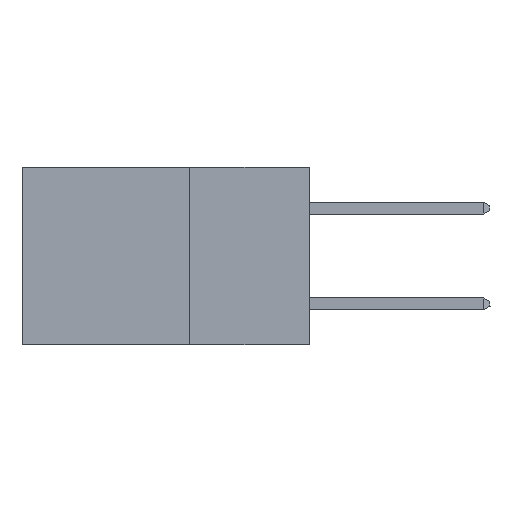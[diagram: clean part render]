
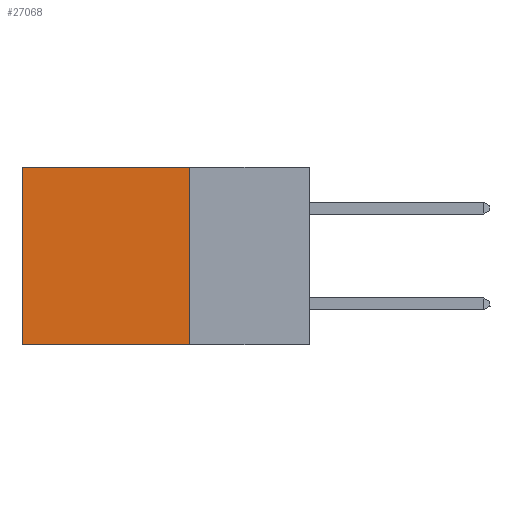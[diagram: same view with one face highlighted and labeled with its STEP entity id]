
A CAD part, left-side view. The second image highlights one B-rep face of the part: STEP entity #27068.
In plain terms, the highlighted planar face has unit normal (-1, 0, 0).
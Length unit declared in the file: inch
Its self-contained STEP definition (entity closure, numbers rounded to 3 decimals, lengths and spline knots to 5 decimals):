
#136 = AXIS2_PLACEMENT_3D ( 'NONE', #32326, #19701, #33961 ) ;
#536 = EDGE_CURVE ( 'NONE', #27253, #5401, #3312, .T. ) ;
#3312 = LINE ( 'NONE', #28532, #21043 ) ;
#5277 = ORIENTED_EDGE ( 'NONE', *, *, #13102, .F. ) ;
#5401 = VERTEX_POINT ( 'NONE', #9884 ) ;
#6139 = CARTESIAN_POINT ( 'NONE',  ( 0.2875, 0.6, 0. ) ) ;
#6611 = VECTOR ( 'NONE', #31382, 39.37008 ) ;
#6702 = ORIENTED_EDGE ( 'NONE', *, *, #23176, .F. ) ;
#6883 = CARTESIAN_POINT ( 'NONE',  ( 0.2875, 0.25, 0. ) ) ;
#8341 = CARTESIAN_POINT ( 'NONE',  ( 0.2875, 0.25, -0.37 ) ) ;
#8399 = CARTESIAN_POINT ( 'NONE',  ( 0.2875, 0.25, 0. ) ) ;
#9884 = CARTESIAN_POINT ( 'NONE',  ( 0.2875, 0.6, -0.37 ) ) ;
#10710 = EDGE_CURVE ( 'NONE', #25523, #27253, #31573, .T. ) ;
#11599 = DIRECTION ( 'NONE',  ( 0., 0., -1. ) ) ;
#13102 = EDGE_CURVE ( 'NONE', #25523, #35019, #26505, .T. ) ;
#14367 = VECTOR ( 'NONE', #17377, 39.37008 ) ;
#15111 = DIRECTION ( 'NONE',  ( 0., 0., -1. ) ) ;
#17377 = DIRECTION ( 'NONE',  ( 0., 1., 0. ) ) ;
#19701 = DIRECTION ( 'NONE',  ( 1., 0., 0. ) ) ;
#20115 = CARTESIAN_POINT ( 'NONE',  ( 0.2875, 0.25, 0. ) ) ;
#20220 = LINE ( 'NONE', #8341, #6611 ) ;
#21043 = VECTOR ( 'NONE', #11599, 39.37008 ) ;
#22410 = VECTOR ( 'NONE', #15111, 39.37008 ) ;
#23176 = EDGE_CURVE ( 'NONE', #35019, #5401, #20220, .T. ) ;
#23889 = ORIENTED_EDGE ( 'NONE', *, *, #536, .T. ) ;
#24937 = ORIENTED_EDGE ( 'NONE', *, *, #10710, .T. ) ;
#25523 = VERTEX_POINT ( 'NONE', #20115 ) ;
#26505 = LINE ( 'NONE', #6883, #22410 ) ;
#27068 = ADVANCED_FACE ( 'NONE', ( #32111 ), #31849, .F. ) ;
#27253 = VERTEX_POINT ( 'NONE', #6139 ) ;
#28532 = CARTESIAN_POINT ( 'NONE',  ( 0.2875, 0.6, 0. ) ) ;
#31382 = DIRECTION ( 'NONE',  ( 0., 1., 0. ) ) ;
#31573 = LINE ( 'NONE', #8399, #14367 ) ;
#31849 = PLANE ( 'NONE',  #136 ) ;
#31926 = EDGE_LOOP ( 'NONE', ( #23889, #6702, #5277, #24937 ) ) ;
#32111 = FACE_OUTER_BOUND ( 'NONE', #31926, .T. ) ;
#32326 = CARTESIAN_POINT ( 'NONE',  ( 0.2875, 0.25, 0. ) ) ;
#33961 = DIRECTION ( 'NONE',  ( 0., 0., -1. ) ) ;
#35019 = VERTEX_POINT ( 'NONE', #35124 ) ;
#35124 = CARTESIAN_POINT ( 'NONE',  ( 0.2875, 0.25, -0.37 ) ) ;
